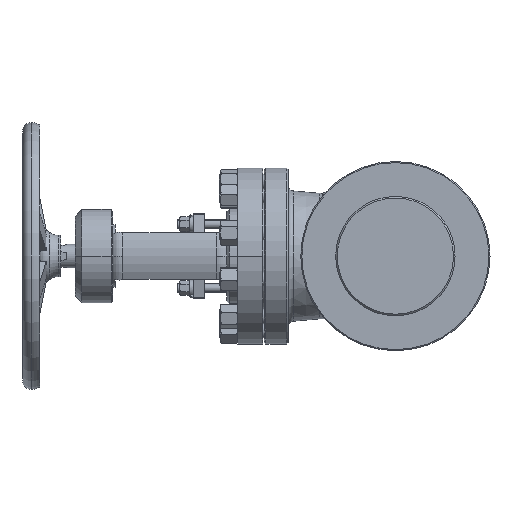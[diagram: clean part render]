
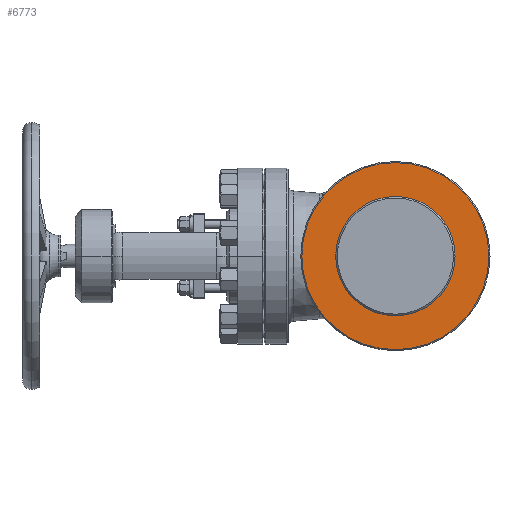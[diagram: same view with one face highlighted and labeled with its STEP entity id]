
A CAD part, left-side view. The second image highlights one B-rep face of the part: STEP entity #6773.
In plain terms, the highlighted planar face has unit normal (-1, 0, 0).
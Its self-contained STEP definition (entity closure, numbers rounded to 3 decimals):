
#518 = CARTESIAN_POINT ( 'NONE',  ( -272., 0., 0. ) ) ;
#3525 = DIRECTION ( 'NONE',  ( 0., 1., 0. ) ) ;
#4727 = CARTESIAN_POINT ( 'NONE',  ( -272., -175.5, 0. ) ) ;
#4827 = CIRCLE ( 'NONE', #34734, 112. ) ;
#6773 = ADVANCED_FACE ( 'NONE', ( #21193, #36073 ), #10246, .F. ) ;
#7529 = CARTESIAN_POINT ( 'NONE',  ( -272., 0., 0. ) ) ;
#8601 = CIRCLE ( 'NONE', #12392, 175.5 ) ;
#9834 = CARTESIAN_POINT ( 'NONE',  ( -272., 0., 0. ) ) ;
#10200 = EDGE_CURVE ( 'NONE', #10643, #12756, #12847, .T. ) ;
#10246 = PLANE ( 'NONE',  #30753 ) ;
#10502 = DIRECTION ( 'NONE',  ( 0., 1., 0. ) ) ;
#10643 = VERTEX_POINT ( 'NONE', #20380 ) ;
#11028 = EDGE_CURVE ( 'NONE', #25537, #23346, #30789, .T. ) ;
#11224 = DIRECTION ( 'NONE',  ( -1., 0., 0. ) ) ;
#11463 = CARTESIAN_POINT ( 'NONE',  ( -272., -112., 0. ) ) ;
#12392 = AXIS2_PLACEMENT_3D ( 'NONE', #28911, #11224, #31895 ) ;
#12756 = VERTEX_POINT ( 'NONE', #11463 ) ;
#12777 = DIRECTION ( 'NONE',  ( 0., 1., 0. ) ) ;
#12819 = ORIENTED_EDGE ( 'NONE', *, *, #30347, .T. ) ;
#12847 = CIRCLE ( 'NONE', #34738, 112. ) ;
#15387 = DIRECTION ( 'NONE',  ( -1., 0., 0. ) ) ;
#17255 = EDGE_LOOP ( 'NONE', ( #23206, #18671 ) ) ;
#18667 = EDGE_CURVE ( 'NONE', #12756, #10643, #4827, .T. ) ;
#18671 = ORIENTED_EDGE ( 'NONE', *, *, #18667, .T. ) ;
#20380 = CARTESIAN_POINT ( 'NONE',  ( -272., 112., 0. ) ) ;
#21193 = FACE_OUTER_BOUND ( 'NONE', #38325, .T. ) ;
#21214 = DIRECTION ( 'NONE',  ( 1., 0., 0. ) ) ;
#21406 = ORIENTED_EDGE ( 'NONE', *, *, #11028, .T. ) ;
#21847 = AXIS2_PLACEMENT_3D ( 'NONE', #33124, #15387, #36116 ) ;
#23206 = ORIENTED_EDGE ( 'NONE', *, *, #10200, .T. ) ;
#23346 = VERTEX_POINT ( 'NONE', #28131 ) ;
#25537 = VERTEX_POINT ( 'NONE', #4727 ) ;
#28131 = CARTESIAN_POINT ( 'NONE',  ( -272., 175.5, 0. ) ) ;
#28174 = DIRECTION ( 'NONE',  ( 1., 0., 0. ) ) ;
#28911 = CARTESIAN_POINT ( 'NONE',  ( -272., 0., 0. ) ) ;
#30347 = EDGE_CURVE ( 'NONE', #23346, #25537, #8601, .T. ) ;
#30484 = DIRECTION ( 'NONE',  ( 1., 0., 0. ) ) ;
#30753 = AXIS2_PLACEMENT_3D ( 'NONE', #7529, #28174, #10502 ) ;
#30789 = CIRCLE ( 'NONE', #21847, 175.5 ) ;
#31895 = DIRECTION ( 'NONE',  ( 0., 1., 0. ) ) ;
#33124 = CARTESIAN_POINT ( 'NONE',  ( -272., 0., 0. ) ) ;
#34734 = AXIS2_PLACEMENT_3D ( 'NONE', #9834, #30484, #12777 ) ;
#34738 = AXIS2_PLACEMENT_3D ( 'NONE', #518, #21214, #3525 ) ;
#36073 = FACE_BOUND ( 'NONE', #17255, .T. ) ;
#36116 = DIRECTION ( 'NONE',  ( 0., 1., 0. ) ) ;
#38325 = EDGE_LOOP ( 'NONE', ( #12819, #21406 ) ) ;
